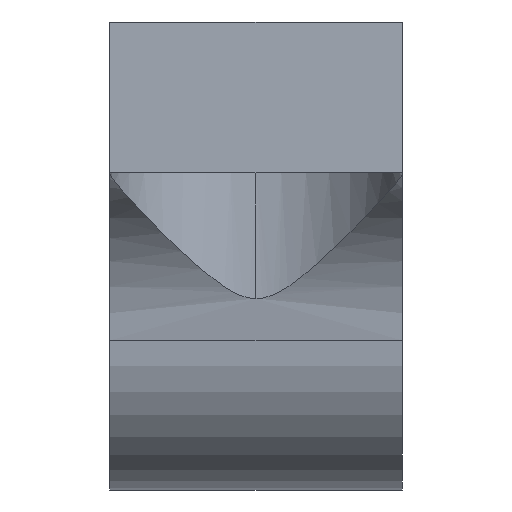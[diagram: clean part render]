
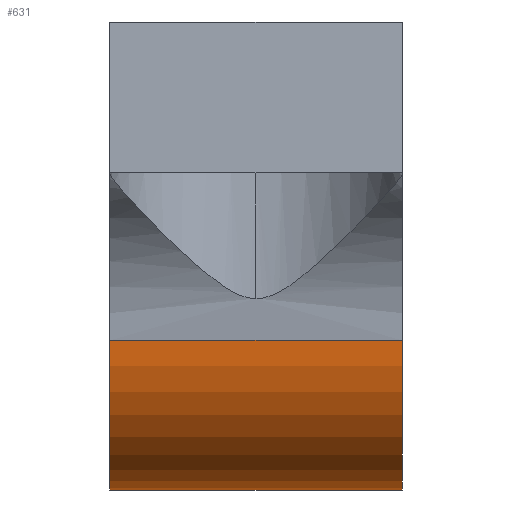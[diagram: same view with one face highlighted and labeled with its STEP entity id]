
A CAD part, left-side view. The second image highlights one B-rep face of the part: STEP entity #631.
In plain terms, the highlighted cylindrical face has radius 3.261 mm (diameter 6.523 mm), a partial arc.
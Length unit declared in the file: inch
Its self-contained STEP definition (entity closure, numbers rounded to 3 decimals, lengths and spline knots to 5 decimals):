
#50 = EDGE_CURVE ( 'NONE', #127, #321, #377, .T. ) ;
#80 = ORIENTED_EDGE ( 'NONE', *, *, #1042, .T. ) ;
#106 = CARTESIAN_POINT ( 'NONE',  ( -0.40065, 0., -0.20798 ) ) ;
#113 = EDGE_CURVE ( 'NONE', #127, #827, #736, .T. ) ;
#127 = VERTEX_POINT ( 'NONE', #1017 ) ;
#190 = DIRECTION ( 'NONE',  ( 0., 0., -1. ) ) ;
#212 = ORIENTED_EDGE ( 'NONE', *, *, #50, .F. ) ;
#221 = EDGE_CURVE ( 'NONE', #474, #321, #679, .T. ) ;
#247 = DIRECTION ( 'NONE',  ( 0., 0., 1. ) ) ;
#292 = CYLINDRICAL_SURFACE ( 'NONE', #790, 0.1284 ) ;
#302 = VECTOR ( 'NONE', #941, 39.37008 ) ;
#314 = ORIENTED_EDGE ( 'NONE', *, *, #221, .T. ) ;
#321 = VERTEX_POINT ( 'NONE', #330 ) ;
#330 = CARTESIAN_POINT ( 'NONE',  ( -0.40065, 0.25, -0.20798 ) ) ;
#347 = FACE_OUTER_BOUND ( 'NONE', #1025, .T. ) ;
#364 = CARTESIAN_POINT ( 'NONE',  ( -0.40065, 0.25, -0.20798 ) ) ;
#372 = AXIS2_PLACEMENT_3D ( 'NONE', #464, #1041, #541 ) ;
#377 = CIRCLE ( 'NONE', #837, 0.1284 ) ;
#433 = DIRECTION ( 'NONE',  ( 0., -1., 0. ) ) ;
#464 = CARTESIAN_POINT ( 'NONE',  ( -0.27225, 0., -0.20765 ) ) ;
#474 = VERTEX_POINT ( 'NONE', #106 ) ;
#541 = DIRECTION ( 'NONE',  ( 0., 0., 1. ) ) ;
#580 = CIRCLE ( 'NONE', #372, 0.1284 ) ;
#631 = ADVANCED_FACE ( 'NONE', ( #347 ), #292, .T. ) ;
#650 = VECTOR ( 'NONE', #688, 39.37008 ) ;
#679 = LINE ( 'NONE', #364, #650 ) ;
#688 = DIRECTION ( 'NONE',  ( 0., 1., 0. ) ) ;
#736 = LINE ( 'NONE', #914, #302 ) ;
#790 = AXIS2_PLACEMENT_3D ( 'NONE', #1007, #433, #190 ) ;
#820 = CARTESIAN_POINT ( 'NONE',  ( -0.27225, 0.25, -0.20765 ) ) ;
#827 = VERTEX_POINT ( 'NONE', #1036 ) ;
#837 = AXIS2_PLACEMENT_3D ( 'NONE', #820, #903, #247 ) ;
#903 = DIRECTION ( 'NONE',  ( 0., 1., 0. ) ) ;
#914 = CARTESIAN_POINT ( 'NONE',  ( -0.27225, 0.25, -0.33605 ) ) ;
#941 = DIRECTION ( 'NONE',  ( 0., -1., 0. ) ) ;
#1007 = CARTESIAN_POINT ( 'NONE',  ( -0.27225, 0.25, -0.20765 ) ) ;
#1017 = CARTESIAN_POINT ( 'NONE',  ( -0.27225, 0.25, -0.33605 ) ) ;
#1025 = EDGE_LOOP ( 'NONE', ( #212, #1044, #80, #314 ) ) ;
#1036 = CARTESIAN_POINT ( 'NONE',  ( -0.27225, 0., -0.33605 ) ) ;
#1041 = DIRECTION ( 'NONE',  ( 0., 1., 0. ) ) ;
#1042 = EDGE_CURVE ( 'NONE', #827, #474, #580, .T. ) ;
#1044 = ORIENTED_EDGE ( 'NONE', *, *, #113, .T. ) ;
